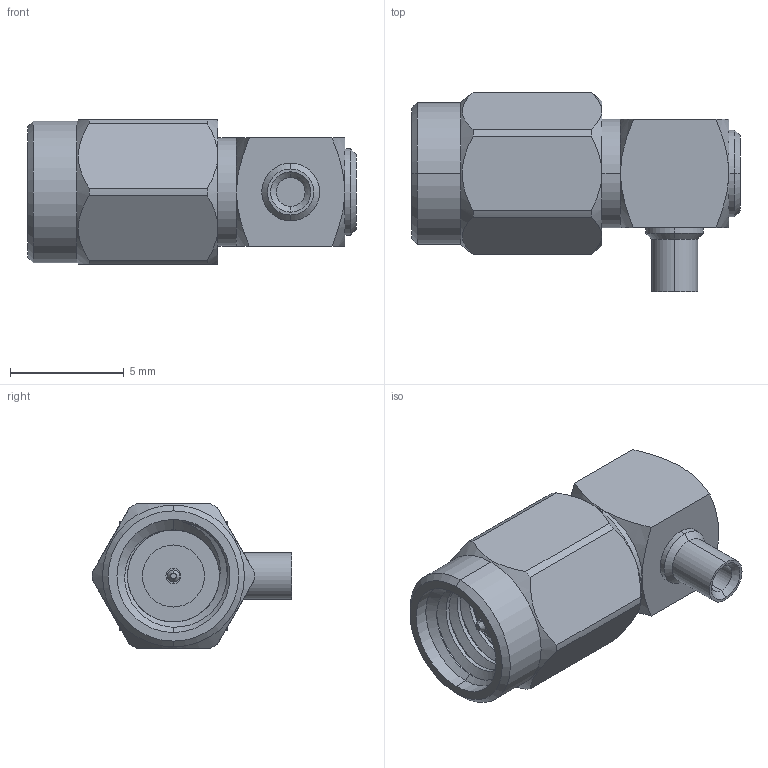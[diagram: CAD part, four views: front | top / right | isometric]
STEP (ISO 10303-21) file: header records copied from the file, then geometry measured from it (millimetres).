
FILE_DESCRIPTION (( 'STEP AP203' ), '1' );
FILE_NAME ('FMCN1865_3D.STEP', '2022-02-21T16:22:46', ( '' ), ( '' ), 'SwSTEP 2.0', 'SolidWorks 2021', '' );
FILE_SCHEMA (( 'CONFIG_CONTROL_DESIGN' ));
Length unit declared in the file: inch
Products named in the file (1): FMCN1865_3D
Bounding box: 14.48 x 8.78 x 6.35 mm (x, y, z)
Volume: 365.6 mm3; surface area: 453.9 mm2
Topology: 1 solids, 1 shells, 85 faces, 193 edges, 118 vertices
Faces by surface type: cylinder 34, cone 28, plane 20, bspline 3
Entity records: 3334 total; most frequent: CARTESIAN_POINT 1433, ORIENTED_EDGE 386, DIRECTION 371, EDGE_CURVE 193, AXIS2_PLACEMENT_3D 157, VERTEX_POINT 118, EDGE_LOOP 93, FACE_OUTER_BOUND 85
